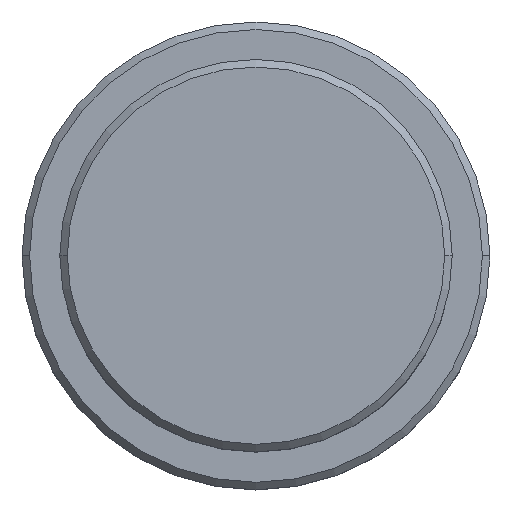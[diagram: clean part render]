
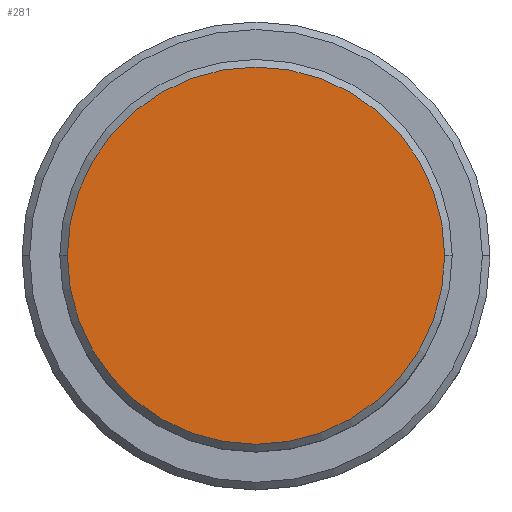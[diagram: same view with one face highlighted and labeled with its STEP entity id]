
A CAD part, top view. The second image highlights one B-rep face of the part: STEP entity #281.
In plain terms, the highlighted planar face has unit normal (0, 0, 1).
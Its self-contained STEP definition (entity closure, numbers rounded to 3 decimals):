
#189 = AXIS2_PLACEMENT_3D ( 'NONE', #547, #1411, #991 ) ;
#195 = DIRECTION ( 'NONE',  ( 1., 0., 0. ) ) ;
#281 = ADVANCED_FACE ( 'NONE', ( #659 ), #1095, .T. ) ;
#479 = DIRECTION ( 'NONE',  ( 0., 0., 1. ) ) ;
#490 = CARTESIAN_POINT ( 'NONE',  ( 12.5, 0., 0. ) ) ;
#547 = CARTESIAN_POINT ( 'NONE',  ( 0., 0., 0. ) ) ;
#570 = AXIS2_PLACEMENT_3D ( 'NONE', #961, #852, #195 ) ;
#571 = ORIENTED_EDGE ( 'NONE', *, *, #656, .T. ) ;
#585 = DIRECTION ( 'NONE',  ( 1., 0., 0. ) ) ;
#656 = EDGE_CURVE ( 'NONE', #922, #1070, #1185, .T. ) ;
#659 = FACE_OUTER_BOUND ( 'NONE', #1182, .T. ) ;
#720 = CARTESIAN_POINT ( 'NONE',  ( 0., 0., 0. ) ) ;
#783 = AXIS2_PLACEMENT_3D ( 'NONE', #720, #479, #585 ) ;
#852 = DIRECTION ( 'NONE',  ( 0., 0., 1. ) ) ;
#910 = CARTESIAN_POINT ( 'NONE',  ( -12.5, 0., 0. ) ) ;
#922 = VERTEX_POINT ( 'NONE', #490 ) ;
#961 = CARTESIAN_POINT ( 'NONE',  ( 0., 0., 0. ) ) ;
#967 = CIRCLE ( 'NONE', #783, 12.5 ) ;
#991 = DIRECTION ( 'NONE',  ( 1., 0., 0. ) ) ;
#1070 = VERTEX_POINT ( 'NONE', #910 ) ;
#1095 = PLANE ( 'NONE',  #570 ) ;
#1182 = EDGE_LOOP ( 'NONE', ( #1197, #571 ) ) ;
#1185 = CIRCLE ( 'NONE', #189, 12.5 ) ;
#1197 = ORIENTED_EDGE ( 'NONE', *, *, #1296, .T. ) ;
#1296 = EDGE_CURVE ( 'NONE', #1070, #922, #967, .T. ) ;
#1411 = DIRECTION ( 'NONE',  ( 0., 0., 1. ) ) ;
